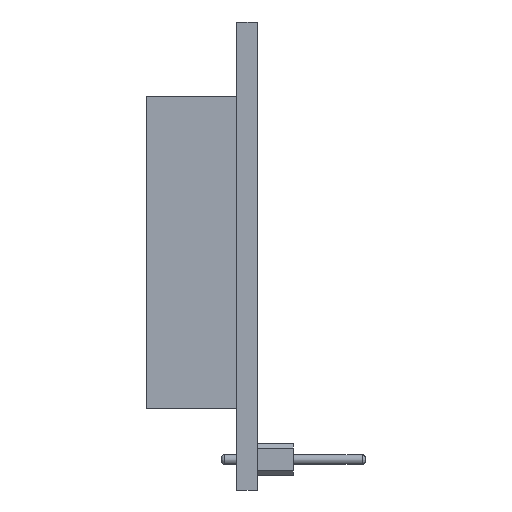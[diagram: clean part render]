
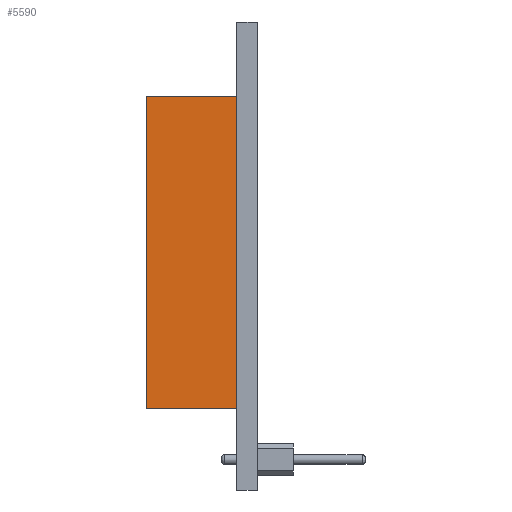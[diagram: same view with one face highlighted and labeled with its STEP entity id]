
A CAD part, left-side view. The second image highlights one B-rep face of the part: STEP entity #5590.
In plain terms, the highlighted planar face has unit normal (-1, 0, 0).
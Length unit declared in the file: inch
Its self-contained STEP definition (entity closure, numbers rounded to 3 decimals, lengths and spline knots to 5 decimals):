
#352=FACE_OUTER_BOUND('',#697,.T.);
#697=EDGE_LOOP('',(#4159,#4160,#4161,#4162));
#1020=LINE('',#8050,#1522);
#1165=LINE('',#8494,#1667);
#1166=LINE('',#8497,#1668);
#1167=LINE('',#8498,#1669);
#1522=VECTOR('',#6481,0.3937);
#1667=VECTOR('',#6926,0.3937);
#1668=VECTOR('',#6929,0.3937);
#1669=VECTOR('',#6930,0.3937);
#2293=VERTEX_POINT('',#8047);
#2294=VERTEX_POINT('',#8049);
#2443=VERTEX_POINT('',#8492);
#2444=VERTEX_POINT('',#8496);
#2881=EDGE_CURVE('',#2293,#2294,#1020,.T.);
#3093=EDGE_CURVE('',#2293,#2443,#1165,.T.);
#3094=EDGE_CURVE('',#2444,#2443,#1166,.T.);
#3095=EDGE_CURVE('',#2294,#2444,#1167,.T.);
#4159=ORIENTED_EDGE('',*,*,#2881,.F.);
#4160=ORIENTED_EDGE('',*,*,#3093,.T.);
#4161=ORIENTED_EDGE('',*,*,#3094,.F.);
#4162=ORIENTED_EDGE('',*,*,#3095,.F.);
#5212=PLANE('',#6042);
#5590=ADVANCED_FACE('',(#352),#5212,.T.);
#6042=AXIS2_PLACEMENT_3D('',#8495,#6927,#6928);
#6481=DIRECTION('',(0.,0.,-1.));
#6926=DIRECTION('',(0.,1.,0.));
#6927=DIRECTION('center_axis',(-1.,0.,0.));
#6928=DIRECTION('ref_axis',(0.,0.,1.));
#6929=DIRECTION('',(0.,0.,1.));
#6930=DIRECTION('',(0.,1.,0.));
#8047=CARTESIAN_POINT('',(-1.4,0.,0.476));
#8049=CARTESIAN_POINT('',(-1.4,0.,-0.476));
#8050=CARTESIAN_POINT('',(-1.4,0.,0.476));
#8492=CARTESIAN_POINT('',(-1.4,0.275,0.476));
#8494=CARTESIAN_POINT('',(-1.4,0.,0.476));
#8495=CARTESIAN_POINT('Origin',(-1.4,0.,-0.476));
#8496=CARTESIAN_POINT('',(-1.4,0.275,-0.476));
#8497=CARTESIAN_POINT('',(-1.4,0.275,0.476));
#8498=CARTESIAN_POINT('',(-1.4,0.,-0.476));
